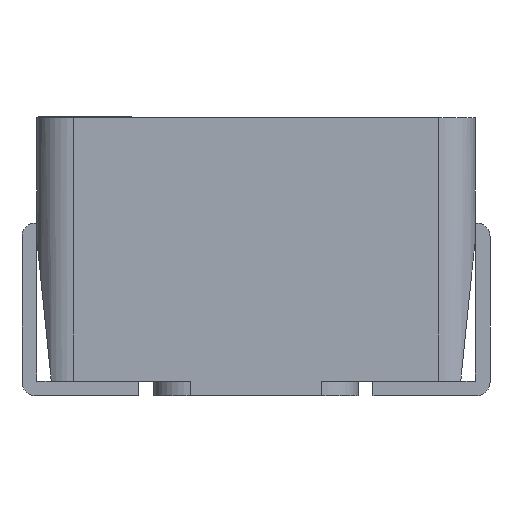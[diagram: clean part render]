
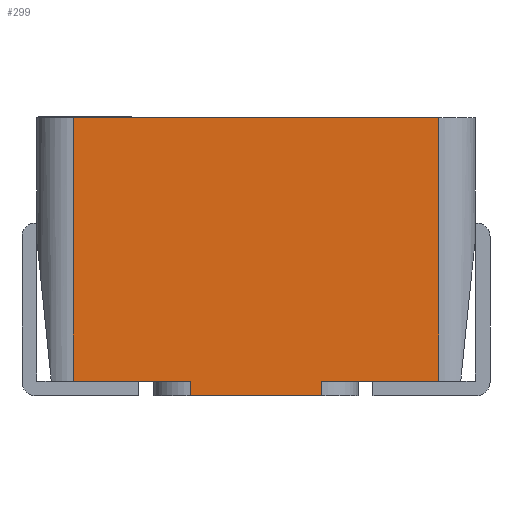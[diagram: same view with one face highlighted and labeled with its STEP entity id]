
A CAD part, front view. The second image highlights one B-rep face of the part: STEP entity #299.
In plain terms, the highlighted planar face has unit normal (0, -1, 0).
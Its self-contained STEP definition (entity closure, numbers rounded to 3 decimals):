
#13=DIRECTION('',(0.,0.,1.));
#28=VECTOR('',#13,1.);
#63=VECTOR('',#64,1.);
#64=DIRECTION('',(-1.,0.,0.));
#113=DIRECTION('',(0.,-1.,0.));
#121=DIRECTION('',(0.,0.,-1.));
#142=VERTEX_POINT('',#143);
#143=CARTESIAN_POINT('',(-1.25,-0.8,1.9));
#148=EDGE_CURVE('',#149,#142,#151,.T.);
#149=VERTEX_POINT('',#150);
#150=CARTESIAN_POINT('',(1.25,-0.8,1.9));
#151=LINE('',#152,#63);
#152=CARTESIAN_POINT('',(1.5,-0.8,1.9));
#233=VERTEX_POINT('',#234);
#234=CARTESIAN_POINT('',(1.25,-0.8,0.1));
#252=EDGE_CURVE('',#233,#149,#253,.T.);
#253=LINE('',#254,#28);
#254=CARTESIAN_POINT('',(1.25,-0.8,1.08));
#299=ADVANCED_FACE('',(#300),#338,.T.);
#300=FACE_BOUND('',#301,.T.);
#301=EDGE_LOOP('',(#302,#310,#315,#320,#321,#322,#328,#335));
#302=ORIENTED_EDGE('',*,*,#303,.F.);
#303=EDGE_CURVE('',#304,#306,#308,.T.);
#304=VERTEX_POINT('',#305);
#305=CARTESIAN_POINT('',(0.45,-0.8,0.));
#306=VERTEX_POINT('',#307);
#307=CARTESIAN_POINT('',(-0.45,-0.8,0.));
#308=LINE('',#309,#63);
#309=CARTESIAN_POINT('',(0.7,-0.8,0.));
#310=ORIENTED_EDGE('',*,*,#311,.T.);
#311=EDGE_CURVE('',#304,#312,#314,.T.);
#312=VERTEX_POINT('',#313);
#313=CARTESIAN_POINT('',(0.45,-0.8,0.1));
#314=LINE('',#305,#28);
#315=ORIENTED_EDGE('',*,*,#316,.T.);
#316=EDGE_CURVE('',#312,#233,#317,.T.);
#317=LINE('',#313,#318);
#318=VECTOR('',#319,1.);
#319=DIRECTION('',(1.,0.,0.));
#320=ORIENTED_EDGE('',*,*,#252,.T.);
#321=ORIENTED_EDGE('',*,*,#148,.T.);
#322=ORIENTED_EDGE('',*,*,#323,.F.);
#323=EDGE_CURVE('',#324,#142,#326,.T.);
#324=VERTEX_POINT('',#325);
#325=CARTESIAN_POINT('',(-1.25,-0.8,0.1));
#326=LINE('',#327,#28);
#327=CARTESIAN_POINT('',(-1.25,-0.8,1.08));
#328=ORIENTED_EDGE('',*,*,#329,.T.);
#329=EDGE_CURVE('',#324,#330,#332,.T.);
#330=VERTEX_POINT('',#331);
#331=CARTESIAN_POINT('',(-0.45,-0.8,0.1));
#332=LINE('',#325,#333);
#333=VECTOR('',#334,1.);
#334=DIRECTION('',(1.,0.,0.));
#335=ORIENTED_EDGE('',*,*,#336,.F.);
#336=EDGE_CURVE('',#306,#330,#337,.T.);
#337=LINE('',#307,#28);
#338=PLANE('',#339);
#339=AXIS2_PLACEMENT_3D('',#340,#113,#121);
#340=CARTESIAN_POINT('',(0.,-0.8,0.984));
